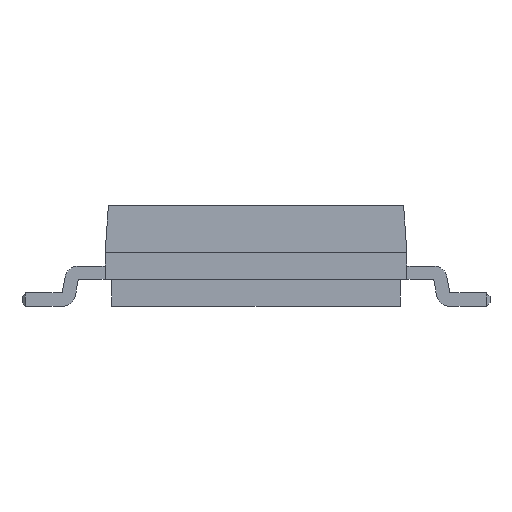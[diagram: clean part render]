
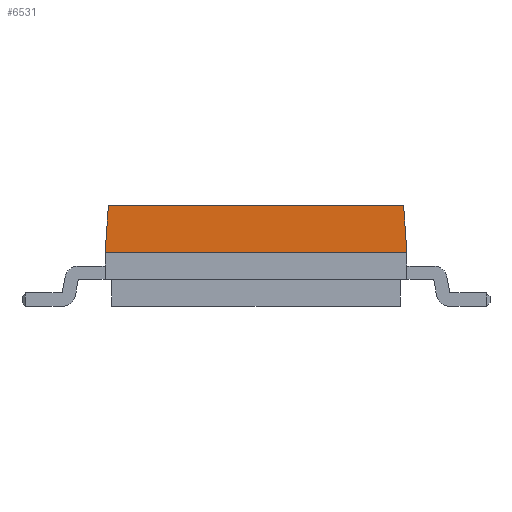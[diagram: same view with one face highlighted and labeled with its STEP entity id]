
A CAD part, left-side view. The second image highlights one B-rep face of the part: STEP entity #6531.
In plain terms, the highlighted planar face has unit normal (-1, 0, 0.007).
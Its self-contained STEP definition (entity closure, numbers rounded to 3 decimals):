
#1001 = VERTEX_POINT('',#1002);
#1002 = CARTESIAN_POINT('',(-3.155,-2.25,0.8));
#1016 = PLANE('',#1017);
#1017 = AXIS2_PLACEMENT_3D('',#1018,#1019,#1020);
#1018 = CARTESIAN_POINT('',(1.577,-2.225,1.15));
#1019 = DIRECTION('',(0.,-0.997,0.071)
  );
#1020 = DIRECTION('',(0.,-0.071,
    -0.997));
#1044 = PLANE('',#1045);
#1045 = AXIS2_PLACEMENT_3D('',#1046,#1047,#1048);
#1046 = CARTESIAN_POINT('',(-3.155,-2.25,
    0.));
#1047 = DIRECTION('',(-1.,0.,0.));
#1048 = DIRECTION('',(0.,0.,1.));
#4037 = EDGE_CURVE('',#1001,#4038,#4040,.T.);
#4038 = VERTEX_POINT('',#4039);
#4039 = CARTESIAN_POINT('',(-3.155,2.25,0.8));
#4040 = SURFACE_CURVE('',#4041,(#4045,#4052),.PCURVE_S1.);
#4041 = LINE('',#4042,#4043);
#4042 = CARTESIAN_POINT('',(-3.155,-2.25,0.8));
#4043 = VECTOR('',#4044,1.);
#4044 = DIRECTION('',(0.,1.,0.));
#4045 = PCURVE('',#1044,#4046);
#4046 = DEFINITIONAL_REPRESENTATION('',(#4047),#4051);
#4047 = LINE('',#4048,#4049);
#4048 = CARTESIAN_POINT('',(0.8,0.));
#4049 = VECTOR('',#4050,1.);
#4050 = DIRECTION('',(0.,1.));
#4051 = ( GEOMETRIC_REPRESENTATION_CONTEXT(2) 
PARAMETRIC_REPRESENTATION_CONTEXT() REPRESENTATION_CONTEXT('2D SPACE',''
  ) );
#4052 = PCURVE('',#4053,#4058);
#4053 = PLANE('',#4054);
#4054 = AXIS2_PLACEMENT_3D('',#4055,#4056,#4057);
#4055 = CARTESIAN_POINT('',(-3.153,-1.125,1.15));
#4056 = DIRECTION('',(-1.,0.,0.007));
#4057 = DIRECTION('',(0.007,0.,1.));
#4058 = DEFINITIONAL_REPRESENTATION('',(#4059),#4063);
#4059 = LINE('',#4060,#4061);
#4060 = CARTESIAN_POINT('',(-0.35,-1.125));
#4061 = VECTOR('',#4062,1.);
#4062 = DIRECTION('',(0.,1.));
#4063 = ( GEOMETRIC_REPRESENTATION_CONTEXT(2) 
PARAMETRIC_REPRESENTATION_CONTEXT() REPRESENTATION_CONTEXT('2D SPACE',''
  ) );
#4178 = VERTEX_POINT('',#4179);
#4179 = CARTESIAN_POINT('',(-3.15,-2.2,1.5));
#4193 = PLANE('',#4194);
#4194 = AXIS2_PLACEMENT_3D('',#4195,#4196,#4197);
#4195 = CARTESIAN_POINT('',(0.,0.,
    1.5));
#4196 = DIRECTION('',(0.,0.,1.));
#4197 = DIRECTION('',(1.,0.,0.));
#4205 = EDGE_CURVE('',#4178,#1001,#4206,.T.);
#4206 = SURFACE_CURVE('',#4207,(#4211,#4218),.PCURVE_S1.);
#4207 = LINE('',#4208,#4209);
#4208 = CARTESIAN_POINT('',(-3.15,-2.2,1.5));
#4209 = VECTOR('',#4210,1.);
#4210 = DIRECTION('',(-0.007,-0.071,
    -0.997));
#4211 = PCURVE('',#1016,#4212);
#4212 = DEFINITIONAL_REPRESENTATION('',(#4213),#4217);
#4213 = LINE('',#4214,#4215);
#4214 = CARTESIAN_POINT('',(-0.351,-4.728));
#4215 = VECTOR('',#4216,1.);
#4216 = DIRECTION('',(1.,-0.007));
#4217 = ( GEOMETRIC_REPRESENTATION_CONTEXT(2) 
PARAMETRIC_REPRESENTATION_CONTEXT() REPRESENTATION_CONTEXT('2D SPACE',''
  ) );
#4218 = PCURVE('',#4053,#4219);
#4219 = DEFINITIONAL_REPRESENTATION('',(#4220),#4224);
#4220 = LINE('',#4221,#4222);
#4221 = CARTESIAN_POINT('',(0.35,-1.075));
#4222 = VECTOR('',#4223,1.);
#4223 = DIRECTION('',(-0.997,-0.071));
#4224 = ( GEOMETRIC_REPRESENTATION_CONTEXT(2) 
PARAMETRIC_REPRESENTATION_CONTEXT() REPRESENTATION_CONTEXT('2D SPACE',''
  ) );
#4399 = PLANE('',#4400);
#4400 = AXIS2_PLACEMENT_3D('',#4401,#4402,#4403);
#4401 = CARTESIAN_POINT('',(-1.578,2.225,1.15));
#4402 = DIRECTION('',(0.,0.997,0.071)
  );
#4403 = DIRECTION('',(0.,-0.071,0.997));
#6531 = ADVANCED_FACE('',(#6532),#4053,.T.);
#6532 = FACE_BOUND('',#6533,.T.);
#6533 = EDGE_LOOP('',(#6534,#6535,#6558,#6579));
#6534 = ORIENTED_EDGE('',*,*,#4205,.F.);
#6535 = ORIENTED_EDGE('',*,*,#6536,.T.);
#6536 = EDGE_CURVE('',#4178,#6537,#6539,.T.);
#6537 = VERTEX_POINT('',#6538);
#6538 = CARTESIAN_POINT('',(-3.15,2.2,1.5));
#6539 = SURFACE_CURVE('',#6540,(#6544,#6551),.PCURVE_S1.);
#6540 = LINE('',#6541,#6542);
#6541 = CARTESIAN_POINT('',(-3.15,-1.125,1.5));
#6542 = VECTOR('',#6543,1.);
#6543 = DIRECTION('',(0.,1.,0.));
#6544 = PCURVE('',#4053,#6545);
#6545 = DEFINITIONAL_REPRESENTATION('',(#6546),#6550);
#6546 = LINE('',#6547,#6548);
#6547 = CARTESIAN_POINT('',(0.35,0.));
#6548 = VECTOR('',#6549,1.);
#6549 = DIRECTION('',(0.,1.));
#6550 = ( GEOMETRIC_REPRESENTATION_CONTEXT(2) 
PARAMETRIC_REPRESENTATION_CONTEXT() REPRESENTATION_CONTEXT('2D SPACE',''
  ) );
#6551 = PCURVE('',#4193,#6552);
#6552 = DEFINITIONAL_REPRESENTATION('',(#6553),#6557);
#6553 = LINE('',#6554,#6555);
#6554 = CARTESIAN_POINT('',(-3.15,-1.125));
#6555 = VECTOR('',#6556,1.);
#6556 = DIRECTION('',(0.,1.));
#6557 = ( GEOMETRIC_REPRESENTATION_CONTEXT(2) 
PARAMETRIC_REPRESENTATION_CONTEXT() REPRESENTATION_CONTEXT('2D SPACE',''
  ) );
#6558 = ORIENTED_EDGE('',*,*,#6559,.T.);
#6559 = EDGE_CURVE('',#6537,#4038,#6560,.T.);
#6560 = SURFACE_CURVE('',#6561,(#6565,#6572),.PCURVE_S1.);
#6561 = LINE('',#6562,#6563);
#6562 = CARTESIAN_POINT('',(-3.15,2.2,1.5));
#6563 = VECTOR('',#6564,1.);
#6564 = DIRECTION('',(-0.007,0.071,
    -0.997));
#6565 = PCURVE('',#4053,#6566);
#6566 = DEFINITIONAL_REPRESENTATION('',(#6567),#6571);
#6567 = LINE('',#6568,#6569);
#6568 = CARTESIAN_POINT('',(0.35,3.325));
#6569 = VECTOR('',#6570,1.);
#6570 = DIRECTION('',(-0.997,0.071));
#6571 = ( GEOMETRIC_REPRESENTATION_CONTEXT(2) 
PARAMETRIC_REPRESENTATION_CONTEXT() REPRESENTATION_CONTEXT('2D SPACE',''
  ) );
#6572 = PCURVE('',#4399,#6573);
#6573 = DEFINITIONAL_REPRESENTATION('',(#6574),#6578);
#6574 = LINE('',#6575,#6576);
#6575 = CARTESIAN_POINT('',(0.351,-1.573));
#6576 = VECTOR('',#6577,1.);
#6577 = DIRECTION('',(-1.,-0.007));
#6578 = ( GEOMETRIC_REPRESENTATION_CONTEXT(2) 
PARAMETRIC_REPRESENTATION_CONTEXT() REPRESENTATION_CONTEXT('2D SPACE',''
  ) );
#6579 = ORIENTED_EDGE('',*,*,#4037,.F.);
